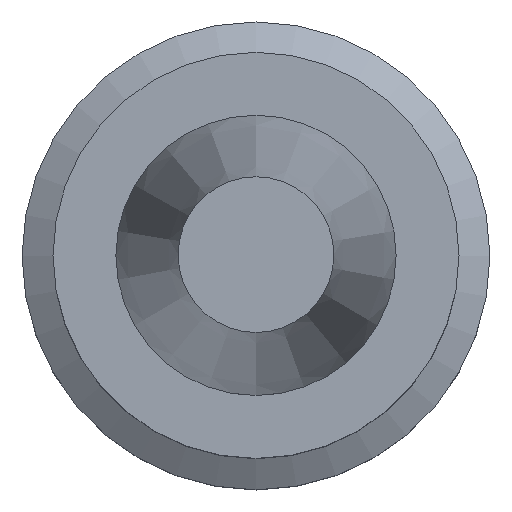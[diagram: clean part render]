
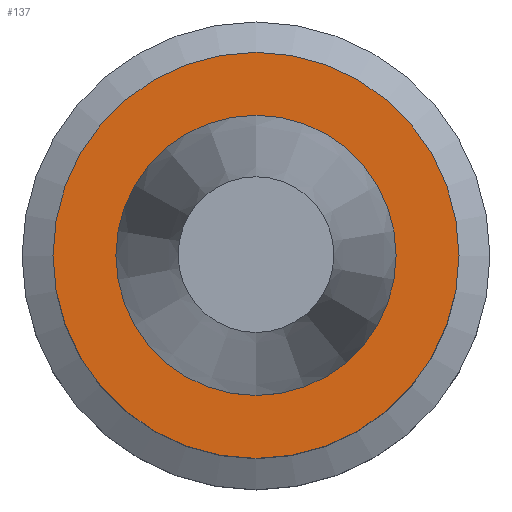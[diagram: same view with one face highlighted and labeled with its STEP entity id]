
A CAD part, top view. The second image highlights one B-rep face of the part: STEP entity #137.
In plain terms, the highlighted planar face has unit normal (0, 0, 1).
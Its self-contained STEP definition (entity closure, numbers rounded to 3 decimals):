
#128=EDGE_CURVE('Unnamed[1]',#269,#269,#270,.T.);
#137=ADVANCED_FACE('Unnamed[1]',(#282,#283),#284,.T.);
#142=EDGE_CURVE('Unnamed[1]',#291,#291,#292,.T.);
#269=VERTEX_POINT('',#436);
#270=CIRCLE('',#437,23.0);
#282=FACE_OUTER_BOUND('',#453,.T.);
#283=FACE_BOUND('',#454,.T.);
#284=PLANE('',#455);
#291=VERTEX_POINT('',#464);
#292=CIRCLE('',#465,15.875);
#436=CARTESIAN_POINT('',(0.,23.0,-1.));
#437=AXIS2_PLACEMENT_3D('',#589,#590,#591);
#453=EDGE_LOOP('',(#602));
#454=EDGE_LOOP('',(#603));
#455=AXIS2_PLACEMENT_3D('',#604,#605,#606);
#464=CARTESIAN_POINT('',(0.,15.875,-1.));
#465=AXIS2_PLACEMENT_3D('',#613,#614,#615);
#589=CARTESIAN_POINT('',(0.,0.,-1.0));
#590=DIRECTION('',(0.,0.,-1.0));
#591=DIRECTION('',(0.,1.0,0.));
#602=ORIENTED_EDGE('',*,*,#128,.F.);
#603=ORIENTED_EDGE('',*,*,#142,.T.);
#604=CARTESIAN_POINT('',(0.,19.438,-1.));
#605=DIRECTION('',(0.,0.,1.0));
#606=DIRECTION('',(0.,-1.0,0.));
#613=CARTESIAN_POINT('',(0.,0.,-1.0));
#614=DIRECTION('',(0.,0.,-1.0));
#615=DIRECTION('',(0.,1.0,0.));
